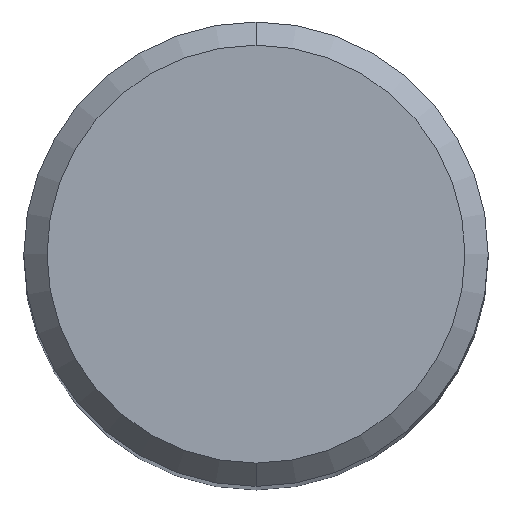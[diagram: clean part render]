
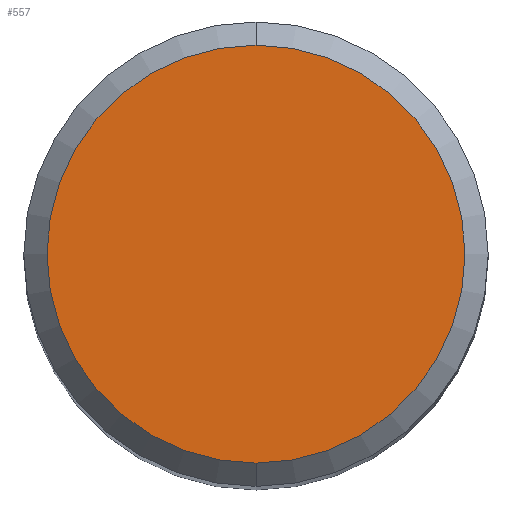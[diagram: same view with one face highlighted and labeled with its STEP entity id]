
A CAD part, top view. The second image highlights one B-rep face of the part: STEP entity #557.
In plain terms, the highlighted planar face has unit normal (0, 0, 1).
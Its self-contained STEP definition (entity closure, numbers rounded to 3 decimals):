
#475=VERTEX_POINT('',#1100);
#557=ADVANCED_FACE('',(#1194),#1195,.T.);
#559=EDGE_CURVE('',#845,#475,#1197,.T.);
#757=EDGE_CURVE('',#475,#845,#1409,.T.);
#845=VERTEX_POINT('',#1505);
#1100=CARTESIAN_POINT('',(0.,-3.6,0.0));
#1194=FACE_OUTER_BOUND('',#3851,.T.);
#1195=PLANE('',#3852);
#1197=CIRCLE('',#3855,3.6);
#1409=CIRCLE('',#4742,3.6);
#1505=CARTESIAN_POINT('',(0.0,3.6,0.0));
#3851=EDGE_LOOP('',(#7054,#7055));
#3852=AXIS2_PLACEMENT_3D('',#7056,#7057,#7058);
#3855=AXIS2_PLACEMENT_3D('',#7059,#7060,#7061);
#4742=AXIS2_PLACEMENT_3D('',#7226,#7227,#7228);
#7054=ORIENTED_EDGE('',*,*,#559,.F.);
#7055=ORIENTED_EDGE('',*,*,#757,.F.);
#7056=CARTESIAN_POINT('',(0.0,1.8,0.0));
#7057=DIRECTION('',(-0.0,0.0,1.0));
#7058=DIRECTION('',(0.0,-1.0,0.0));
#7059=CARTESIAN_POINT('',(0.0,0.0,0.0));
#7060=DIRECTION('',(0.0,0.0,-1.0));
#7061=DIRECTION('',(0.0,1.0,0.0));
#7226=CARTESIAN_POINT('',(0.0,0.0,0.0));
#7227=DIRECTION('',(0.0,0.0,-1.0));
#7228=DIRECTION('',(0.0,1.0,0.0));
